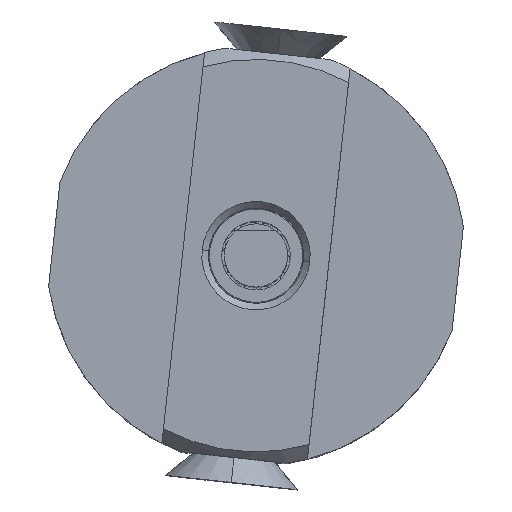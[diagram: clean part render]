
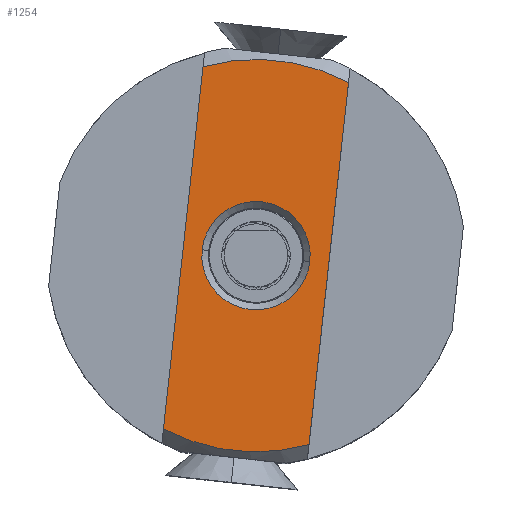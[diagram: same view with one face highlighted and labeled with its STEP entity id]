
A CAD part, top view. The second image highlights one B-rep face of the part: STEP entity #1254.
In plain terms, the highlighted face is planar.
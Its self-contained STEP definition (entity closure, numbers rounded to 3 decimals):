
#433 = VERTEX_POINT ( 'NONE', #3052 ) ;
#435 = EDGE_CURVE ( 'NONE', #436, #433, #3051, .T. ) ;
#436 = VERTEX_POINT ( 'NONE', #3046 ) ;
#885 = VERTEX_POINT ( 'NONE', #4770 ) ;
#889 = VERTEX_POINT ( 'NONE', #4808 ) ;
#905 = EDGE_CURVE ( 'NONE', #889, #885, #4841, .T. ) ;
#950 = EDGE_CURVE ( 'NONE', #986, #885, #4854, .T. ) ;
#986 = VERTEX_POINT ( 'NONE', #5132 ) ;
#987 = VERTEX_POINT ( 'NONE', #5134 ) ;
#988 = ORIENTED_EDGE ( 'NONE', *, *, #989, .F. ) ;
#989 = EDGE_CURVE ( 'NONE', #889, #987, #5097, .T. ) ;
#990 = ORIENTED_EDGE ( 'NONE', *, *, #905, .T. ) ;
#991 = ORIENTED_EDGE ( 'NONE', *, *, #950, .F. ) ;
#1254 = ADVANCED_FACE ( 'NONE', ( #5694, #5693 ), #5692, .F. ) ;
#1255 = EDGE_LOOP ( 'NONE', ( #1256, #1257 ) ) ;
#1256 = ORIENTED_EDGE ( 'NONE', *, *, #435, .T. ) ;
#1257 = ORIENTED_EDGE ( 'NONE', *, *, #1258, .T. ) ;
#1258 = EDGE_CURVE ( 'NONE', #433, #436, #5687, .T. ) ;
#1259 = EDGE_LOOP ( 'NONE', ( #1264, #988, #990, #991 ) ) ;
#1264 = ORIENTED_EDGE ( 'NONE', *, *, #1265, .T. ) ;
#1265 = EDGE_CURVE ( 'NONE', #986, #987, #5576, .T. ) ;
#3046 = CARTESIAN_POINT ( 'NONE',  ( 0., 0., 8.144 ) ) ;
#3047 = DIRECTION ( 'NONE',  ( 0., 0., -1. ) ) ;
#3048 = DIRECTION ( 'NONE',  ( 1., 0., 0. ) ) ;
#3049 = CARTESIAN_POINT ( 'NONE',  ( 0., 0., 0. ) ) ;
#3050 = AXIS2_PLACEMENT_3D ( 'NONE', #3049, #3048, #3047 ) ;
#3051 = CIRCLE ( 'NONE', #3050, 8.144 ) ;
#3052 = CARTESIAN_POINT ( 'NONE',  ( 0., 0., -8.144 ) ) ;
#4770 = CARTESIAN_POINT ( 'NONE',  ( 0., -27.372, 11. ) ) ;
#4808 = CARTESIAN_POINT ( 'NONE',  ( 0., -27.372, -11. ) ) ;
#4837 = DIRECTION ( 'NONE',  ( 0., 0., -1. ) ) ;
#4838 = DIRECTION ( 'NONE',  ( -1., 0., 0. ) ) ;
#4839 = CARTESIAN_POINT ( 'NONE',  ( 0., 0., 0. ) ) ;
#4840 = AXIS2_PLACEMENT_3D ( 'NONE', #4839, #4838, #4837 ) ;
#4841 = CIRCLE ( 'NONE', #4840, 29.5 ) ;
#4852 = VECTOR ( 'NONE', #4870, 1000. ) ;
#4853 = CARTESIAN_POINT ( 'NONE',  ( 0., 33., 11. ) ) ;
#4854 = LINE ( 'NONE', #4853, #4852 ) ;
#4870 = DIRECTION ( 'NONE',  ( 0., -1., 0. ) ) ;
#5094 = DIRECTION ( 'NONE',  ( 0., 1., 0. ) ) ;
#5095 = VECTOR ( 'NONE', #5094, 1000. ) ;
#5096 = CARTESIAN_POINT ( 'NONE',  ( 0., 33., -11. ) ) ;
#5097 = LINE ( 'NONE', #5096, #5095 ) ;
#5132 = CARTESIAN_POINT ( 'NONE',  ( 0., 27.372, 11. ) ) ;
#5134 = CARTESIAN_POINT ( 'NONE',  ( 0., 27.372, -11. ) ) ;
#5572 = DIRECTION ( 'NONE',  ( 0., 0., -1. ) ) ;
#5573 = DIRECTION ( 'NONE',  ( -1., 0., 0. ) ) ;
#5574 = CARTESIAN_POINT ( 'NONE',  ( 0., 0., 0. ) ) ;
#5575 = AXIS2_PLACEMENT_3D ( 'NONE', #5574, #5573, #5572 ) ;
#5576 = CIRCLE ( 'NONE', #5575, 29.5 ) ;
#5683 = DIRECTION ( 'NONE',  ( 0., 0., -1. ) ) ;
#5684 = DIRECTION ( 'NONE',  ( 1., 0., 0. ) ) ;
#5685 = CARTESIAN_POINT ( 'NONE',  ( 0., 0., 0. ) ) ;
#5686 = AXIS2_PLACEMENT_3D ( 'NONE', #5685, #5684, #5683 ) ;
#5687 = CIRCLE ( 'NONE', #5686, 8.144 ) ;
#5688 = DIRECTION ( 'NONE',  ( 0., 0., -1. ) ) ;
#5689 = DIRECTION ( 'NONE',  ( 1., 0., 0. ) ) ;
#5690 = CARTESIAN_POINT ( 'NONE',  ( 0., 0., 0. ) ) ;
#5691 = AXIS2_PLACEMENT_3D ( 'NONE', #5690, #5689, #5688 ) ;
#5692 = PLANE ( 'NONE',  #5691 ) ;
#5693 = FACE_OUTER_BOUND ( 'NONE', #1259, .T. ) ;
#5694 = FACE_BOUND ( 'NONE', #1255, .T. ) ;
